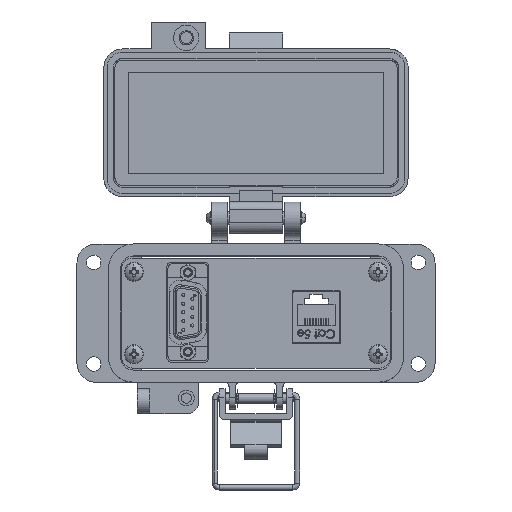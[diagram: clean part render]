
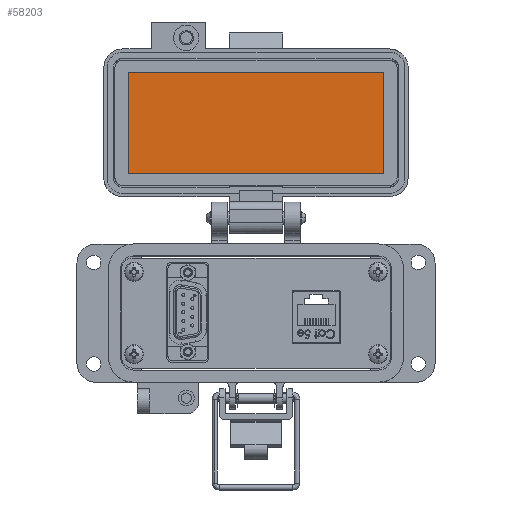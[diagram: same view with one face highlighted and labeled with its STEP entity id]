
A CAD part, top view. The second image highlights one B-rep face of the part: STEP entity #58203.
In plain terms, the highlighted planar face has unit normal (0, 0, 1).
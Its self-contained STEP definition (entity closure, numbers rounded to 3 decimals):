
#1339 = LINE ( 'NONE', #65540, #61571 ) ;
#1802 = VERTEX_POINT ( 'NONE', #15976 ) ;
#6302 = AXIS2_PLACEMENT_3D ( 'NONE', #68046, #44549, #8956 ) ;
#8956 = DIRECTION ( 'NONE',  ( 0., -1., 0. ) ) ;
#9972 = DIRECTION ( 'NONE',  ( 0., -1., 0. ) ) ;
#11458 = EDGE_CURVE ( 'NONE', #41049, #1802, #1339, .T. ) ;
#15615 = PLANE ( 'NONE',  #6302 ) ;
#15912 = ORIENTED_EDGE ( 'NONE', *, *, #11458, .F. ) ;
#15976 = CARTESIAN_POINT ( 'NONE',  ( -40.25, 51.154, -25.55 ) ) ;
#16218 = EDGE_CURVE ( 'NONE', #72851, #41049, #28762, .T. ) ;
#17570 = VERTEX_POINT ( 'NONE', #68985 ) ;
#18763 = VECTOR ( 'NONE', #23690, 1000. ) ;
#21095 = FACE_OUTER_BOUND ( 'NONE', #60619, .T. ) ;
#23690 = DIRECTION ( 'NONE',  ( 1., 0., 0. ) ) ;
#28762 = LINE ( 'NONE', #70236, #50739 ) ;
#41049 = VERTEX_POINT ( 'NONE', #59390 ) ;
#42812 = DIRECTION ( 'NONE',  ( -1., 0., 0. ) ) ;
#43380 = ORIENTED_EDGE ( 'NONE', *, *, #73470, .F. ) ;
#44549 = DIRECTION ( 'NONE',  ( 0., 0., 1. ) ) ;
#45736 = CARTESIAN_POINT ( 'NONE',  ( -40.25, 67.154, -25.55 ) ) ;
#46750 = CARTESIAN_POINT ( 'NONE',  ( -8.5, 83.154, -25.55 ) ) ;
#50739 = VECTOR ( 'NONE', #9972, 1000. ) ;
#51230 = DIRECTION ( 'NONE',  ( 0., 1., 0. ) ) ;
#52250 = LINE ( 'NONE', #46750, #18763 ) ;
#53758 = EDGE_CURVE ( 'NONE', #17570, #72851, #52250, .T. ) ;
#57091 = LINE ( 'NONE', #45736, #74658 ) ;
#58203 = ADVANCED_FACE ( 'NONE', ( #21095 ), #15615, .T. ) ;
#59390 = CARTESIAN_POINT ( 'NONE',  ( 40.25, 51.154, -25.55 ) ) ;
#59869 = CARTESIAN_POINT ( 'NONE',  ( 40.25, 83.154, -25.55 ) ) ;
#60619 = EDGE_LOOP ( 'NONE', ( #68329, #43380, #15912, #63574 ) ) ;
#61571 = VECTOR ( 'NONE', #42812, 1000. ) ;
#63574 = ORIENTED_EDGE ( 'NONE', *, *, #16218, .F. ) ;
#65540 = CARTESIAN_POINT ( 'NONE',  ( 42., 51.154, -25.55 ) ) ;
#68046 = CARTESIAN_POINT ( 'NONE',  ( -8.5, 67.154, -25.55 ) ) ;
#68329 = ORIENTED_EDGE ( 'NONE', *, *, #53758, .F. ) ;
#68985 = CARTESIAN_POINT ( 'NONE',  ( -40.25, 83.154, -25.55 ) ) ;
#70236 = CARTESIAN_POINT ( 'NONE',  ( 40.25, 67.154, -25.55 ) ) ;
#72851 = VERTEX_POINT ( 'NONE', #59869 ) ;
#73470 = EDGE_CURVE ( 'NONE', #1802, #17570, #57091, .T. ) ;
#74658 = VECTOR ( 'NONE', #51230, 1000. ) ;
